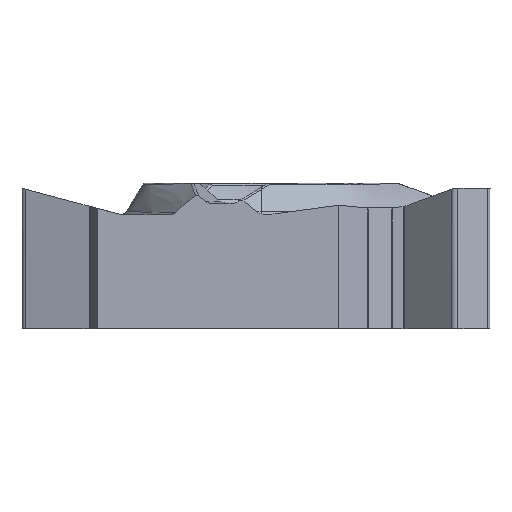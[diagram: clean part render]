
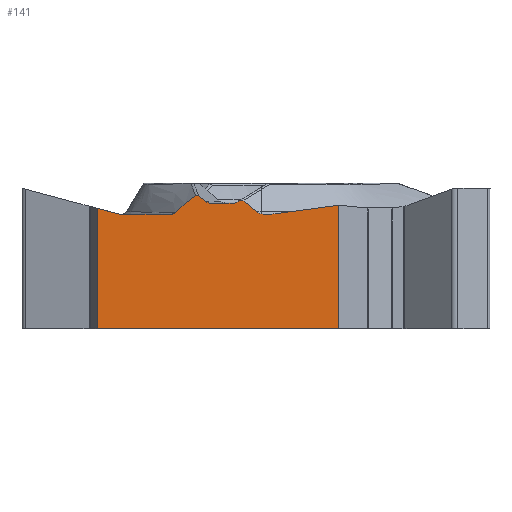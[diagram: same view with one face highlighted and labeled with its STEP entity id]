
A CAD part, left-side view. The second image highlights one B-rep face of the part: STEP entity #141.
In plain terms, the highlighted planar face has unit normal (-1, 0, 0).
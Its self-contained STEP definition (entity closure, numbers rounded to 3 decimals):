
#141=ADVANCED_FACE('',(#325),#281,.F.);
#281=PLANE('',#2401);
#325=FACE_OUTER_BOUND('',#460,.T.);
#460=EDGE_LOOP('',(#731,#732,#733,#734,#735,#736,#737,#738,#739,#740,#741,
#742,#743,#744,#745,#746,#747,#748,#749,#750,#751));
#605=CIRCLE('',#2400,0.5);
#690=ELLIPSE('',#2395,1.,0.5);
#691=ELLIPSE('',#2396,0.41,0.205);
#692=ELLIPSE('',#2397,0.154,0.1);
#693=ELLIPSE('',#2398,0.309,0.3);
#694=ELLIPSE('',#2399,0.309,0.3);
#731=ORIENTED_EDGE('',*,*,#1643,.F.);
#732=ORIENTED_EDGE('',*,*,#1644,.T.);
#733=ORIENTED_EDGE('',*,*,#1645,.T.);
#734=ORIENTED_EDGE('',*,*,#1646,.T.);
#735=ORIENTED_EDGE('',*,*,#1647,.T.);
#736=ORIENTED_EDGE('',*,*,#1648,.T.);
#737=ORIENTED_EDGE('',*,*,#1649,.T.);
#738=ORIENTED_EDGE('',*,*,#1650,.F.);
#739=ORIENTED_EDGE('',*,*,#1651,.F.);
#740=ORIENTED_EDGE('',*,*,#1652,.T.);
#741=ORIENTED_EDGE('',*,*,#1653,.T.);
#742=ORIENTED_EDGE('',*,*,#1654,.T.);
#743=ORIENTED_EDGE('',*,*,#1655,.T.);
#744=ORIENTED_EDGE('',*,*,#1656,.T.);
#745=ORIENTED_EDGE('',*,*,#1657,.F.);
#746=ORIENTED_EDGE('',*,*,#1658,.T.);
#747=ORIENTED_EDGE('',*,*,#1659,.T.);
#748=ORIENTED_EDGE('',*,*,#1660,.T.);
#749=ORIENTED_EDGE('',*,*,#1661,.T.);
#750=ORIENTED_EDGE('',*,*,#1662,.T.);
#751=ORIENTED_EDGE('',*,*,#1663,.T.);
#1429=VERTEX_POINT('',#3664);
#1430=VERTEX_POINT('',#3665);
#1431=VERTEX_POINT('',#3667);
#1432=VERTEX_POINT('',#3669);
#1433=VERTEX_POINT('',#3671);
#1434=VERTEX_POINT('',#3673);
#1435=VERTEX_POINT('',#3678);
#1436=VERTEX_POINT('',#3680);
#1437=VERTEX_POINT('',#3682);
#1438=VERTEX_POINT('',#3684);
#1439=VERTEX_POINT('',#3686);
#1440=VERTEX_POINT('',#3688);
#1441=VERTEX_POINT('',#3690);
#1442=VERTEX_POINT('',#3692);
#1443=VERTEX_POINT('',#3694);
#1444=VERTEX_POINT('',#3708);
#1445=VERTEX_POINT('',#3716);
#1446=VERTEX_POINT('',#3727);
#1447=VERTEX_POINT('',#3729);
#1448=VERTEX_POINT('',#3731);
#1449=VERTEX_POINT('',#3733);
#1643=EDGE_CURVE('',#1429,#1430,#1992,.T.);
#1644=EDGE_CURVE('',#1429,#1431,#1993,.T.);
#1645=EDGE_CURVE('',#1431,#1432,#1994,.T.);
#1646=EDGE_CURVE('',#1432,#1433,#690,.T.);
#1647=EDGE_CURVE('',#1433,#1434,#1995,.T.);
#1648=EDGE_CURVE('',#1434,#1435,#2300,.T.);
#1649=EDGE_CURVE('',#1435,#1436,#691,.T.);
#1650=EDGE_CURVE('',#1437,#1436,#1996,.T.);
#1651=EDGE_CURVE('',#1438,#1437,#692,.T.);
#1652=EDGE_CURVE('',#1438,#1439,#1997,.T.);
#1653=EDGE_CURVE('',#1439,#1440,#693,.T.);
#1654=EDGE_CURVE('',#1440,#1441,#1998,.T.);
#1655=EDGE_CURVE('',#1441,#1442,#694,.T.);
#1656=EDGE_CURVE('',#1442,#1443,#1999,.T.);
#1657=EDGE_CURVE('',#1444,#1443,#2301,.T.);
#1658=EDGE_CURVE('',#1444,#1445,#2302,.T.);
#1659=EDGE_CURVE('',#1445,#1446,#2303,.T.);
#1660=EDGE_CURVE('',#1446,#1447,#2000,.T.);
#1661=EDGE_CURVE('',#1447,#1448,#605,.T.);
#1662=EDGE_CURVE('',#1448,#1449,#2001,.T.);
#1663=EDGE_CURVE('',#1449,#1430,#2002,.T.);
#1992=LINE('',#3663,#2142);
#1993=LINE('',#3666,#2143);
#1994=LINE('',#3668,#2144);
#1995=LINE('',#3672,#2145);
#1996=LINE('',#3681,#2146);
#1997=LINE('',#3685,#2147);
#1998=LINE('',#3689,#2148);
#1999=LINE('',#3693,#2149);
#2000=LINE('',#3728,#2150);
#2001=LINE('',#3732,#2151);
#2002=LINE('',#3734,#2152);
#2142=VECTOR('',#2634,1.);
#2143=VECTOR('',#2635,1.);
#2144=VECTOR('',#2636,1.);
#2145=VECTOR('',#2639,1.);
#2146=VECTOR('',#2642,1.);
#2147=VECTOR('',#2645,1.);
#2148=VECTOR('',#2648,1.);
#2149=VECTOR('',#2651,1.);
#2150=VECTOR('',#2652,1.);
#2151=VECTOR('',#2655,1.);
#2152=VECTOR('',#2656,1.);
#2300=B_SPLINE_CURVE_WITH_KNOTS('',3,(#3674,#3675,#3676,#3677),
 .UNSPECIFIED.,.F.,.F.,(4,4),(0.,1.),.UNSPECIFIED.);
#2301=B_SPLINE_CURVE_WITH_KNOTS('',3,(#3695,#3696,#3697,#3698,#3699,#3700,
#3701,#3702,#3703,#3704,#3705,#3706,#3707),.UNSPECIFIED.,.F.,.F.,(4,3,3,
3,4),(0.,0.251,0.502,0.753,1.),
 .UNSPECIFIED.);
#2302=B_SPLINE_CURVE_WITH_KNOTS('',3,(#3709,#3710,#3711,#3712,#3713,#3714,
#3715),.UNSPECIFIED.,.F.,.F.,(4,3,4),(0.,0.416,1.),
 .UNSPECIFIED.);
#2303=B_SPLINE_CURVE_WITH_KNOTS('',3,(#3717,#3718,#3719,#3720,#3721,#3722,
#3723,#3724,#3725,#3726),.UNSPECIFIED.,.F.,.F.,(4,3,3,4),(0.,0.469,
0.885,1.),.UNSPECIFIED.);
#2395=AXIS2_PLACEMENT_3D('',#3670,#2637,#2638);
#2396=AXIS2_PLACEMENT_3D('',#3679,#2640,#2641);
#2397=AXIS2_PLACEMENT_3D('',#3683,#2643,#2644);
#2398=AXIS2_PLACEMENT_3D('',#3687,#2646,#2647);
#2399=AXIS2_PLACEMENT_3D('',#3691,#2649,#2650);
#2400=AXIS2_PLACEMENT_3D('',#3730,#2653,#2654);
#2401=AXIS2_PLACEMENT_3D('',#3735,#2657,#2658);
#2634=DIRECTION('',(0.,1.,0.));
#2635=DIRECTION('',(0.,0.,1.));
#2636=DIRECTION('',(0.,0.991,-0.133));
#2637=DIRECTION('',(1.,0.,0.));
#2638=DIRECTION('',(0.,1.,0.));
#2639=DIRECTION('',(0.,1.,0.));
#2640=DIRECTION('',(1.,0.,0.));
#2641=DIRECTION('',(0.,-1.,0.));
#2642=DIRECTION('',(0.,-0.772,-0.636));
#2643=DIRECTION('',(1.,0.,0.));
#2644=DIRECTION('',(0.,-0.854,0.521));
#2645=DIRECTION('',(0.,0.775,-0.631));
#2646=DIRECTION('',(1.,0.,0.));
#2647=DIRECTION('',(0.,-1.,0.));
#2648=DIRECTION('',(0.,1.,0.));
#2649=DIRECTION('',(1.,0.,0.));
#2650=DIRECTION('',(0.,-1.,0.));
#2651=DIRECTION('',(0.,0.775,0.631));
#2652=DIRECTION('',(0.,1.,0.));
#2653=DIRECTION('',(1.,0.,0.));
#2654=DIRECTION('',(0.,0.,-1.));
#2655=DIRECTION('',(0.,0.966,0.259));
#2656=DIRECTION('',(0.,0.,-1.));
#2657=DIRECTION('',(1.,0.,0.));
#2658=DIRECTION('',(0.,0.,-1.));
#3663=CARTESIAN_POINT('',(-6.35,8.6,-5.56));
#3664=CARTESIAN_POINT('',(-6.35,-3.1,-5.56));
#3665=CARTESIAN_POINT('',(-6.35,6.586,-5.56));
#3666=CARTESIAN_POINT('',(-6.35,-3.1,25.));
#3667=CARTESIAN_POINT('',(-6.35,-3.1,-0.603));
#3668=CARTESIAN_POINT('',(-6.35,-3.424,-0.56));
#3669=CARTESIAN_POINT('',(-6.35,-0.551,-0.945));
#3670=CARTESIAN_POINT('',(-6.35,-0.292,-0.462));
#3671=CARTESIAN_POINT('',(-6.35,-0.292,-0.962));
#3672=CARTESIAN_POINT('',(-6.35,0.,-0.962));
#3673=CARTESIAN_POINT('',(-6.35,-0.158,-0.962));
#3674=CARTESIAN_POINT('',(-6.35,-0.158,-0.962));
#3675=CARTESIAN_POINT('',(-6.35,-0.105,-0.962));
#3676=CARTESIAN_POINT('',(-6.35,-0.052,-0.957));
#3677=CARTESIAN_POINT('',(-6.35,0.,-0.946));
#3678=CARTESIAN_POINT('',(-6.35,0.,-0.946));
#3679=CARTESIAN_POINT('',(-6.35,-0.158,-0.757));
#3680=CARTESIAN_POINT('',(-6.35,0.192,-0.863));
#3681=CARTESIAN_POINT('',(-6.35,17.892,13.73));
#3682=CARTESIAN_POINT('',(-6.35,0.734,-0.416));
#3683=CARTESIAN_POINT('',(-6.35,0.851,-0.513));
#3684=CARTESIAN_POINT('',(-6.35,0.929,-0.446));
#3685=CARTESIAN_POINT('',(-6.35,-6.917,5.942));
#3686=CARTESIAN_POINT('',(-6.35,0.934,-0.45));
#3687=CARTESIAN_POINT('',(-6.35,1.132,-0.22));
#3688=CARTESIAN_POINT('',(-6.35,1.132,-0.52));
#3689=CARTESIAN_POINT('',(-6.35,8.6,-0.52));
#3690=CARTESIAN_POINT('',(-6.35,2.034,-0.52));
#3691=CARTESIAN_POINT('',(-6.35,2.034,-0.22));
#3692=CARTESIAN_POINT('',(-6.35,2.233,-0.45));
#3693=CARTESIAN_POINT('',(-6.35,18.522,12.813));
#3694=CARTESIAN_POINT('',(-6.35,2.519,-0.217));
#3695=CARTESIAN_POINT('',(-6.35,2.639,-0.212));
#3696=CARTESIAN_POINT('',(-6.35,2.631,-0.206));
#3697=CARTESIAN_POINT('',(-6.35,2.621,-0.201));
#3698=CARTESIAN_POINT('',(-6.35,2.61,-0.198));
#3699=CARTESIAN_POINT('',(-6.35,2.6,-0.195));
#3700=CARTESIAN_POINT('',(-6.35,2.589,-0.193));
#3701=CARTESIAN_POINT('',(-6.35,2.578,-0.194));
#3702=CARTESIAN_POINT('',(-6.35,2.568,-0.194));
#3703=CARTESIAN_POINT('',(-6.35,2.557,-0.197));
#3704=CARTESIAN_POINT('',(-6.35,2.547,-0.2));
#3705=CARTESIAN_POINT('',(-6.35,2.537,-0.204));
#3706=CARTESIAN_POINT('',(-6.35,2.528,-0.21));
#3707=CARTESIAN_POINT('',(-6.35,2.519,-0.217));
#3708=CARTESIAN_POINT('',(-6.35,2.639,-0.212));
#3709=CARTESIAN_POINT('',(-6.35,2.639,-0.212));
#3710=CARTESIAN_POINT('',(-6.35,2.758,-0.298));
#3711=CARTESIAN_POINT('',(-6.35,2.874,-0.388));
#3712=CARTESIAN_POINT('',(-6.35,2.986,-0.481));
#3713=CARTESIAN_POINT('',(-6.35,3.145,-0.613));
#3714=CARTESIAN_POINT('',(-6.35,3.297,-0.752));
#3715=CARTESIAN_POINT('',(-6.35,3.443,-0.897));
#3716=CARTESIAN_POINT('',(-6.35,3.443,-0.897));
#3717=CARTESIAN_POINT('',(-6.35,3.443,-0.897));
#3718=CARTESIAN_POINT('',(-6.35,3.463,-0.916));
#3719=CARTESIAN_POINT('',(-6.35,3.487,-0.932));
#3720=CARTESIAN_POINT('',(-6.35,3.513,-0.943));
#3721=CARTESIAN_POINT('',(-6.35,3.535,-0.953));
#3722=CARTESIAN_POINT('',(-6.35,3.56,-0.959));
#3723=CARTESIAN_POINT('',(-6.35,3.585,-0.961));
#3724=CARTESIAN_POINT('',(-6.35,3.592,-0.961));
#3725=CARTESIAN_POINT('',(-6.35,3.598,-0.962));
#3726=CARTESIAN_POINT('',(-6.35,3.605,-0.962));
#3727=CARTESIAN_POINT('',(-6.35,3.605,-0.962));
#3728=CARTESIAN_POINT('',(-6.35,8.6,-0.962));
#3729=CARTESIAN_POINT('',(-6.35,5.645,-0.962));
#3730=CARTESIAN_POINT('',(-6.35,5.645,-0.462));
#3731=CARTESIAN_POINT('',(-6.35,5.775,-0.945));
#3732=CARTESIAN_POINT('',(-6.35,14.897,1.5));
#3733=CARTESIAN_POINT('',(-6.35,6.586,-0.727));
#3734=CARTESIAN_POINT('',(-6.35,6.586,25.));
#3735=CARTESIAN_POINT('',(-6.35,8.6,25.));
